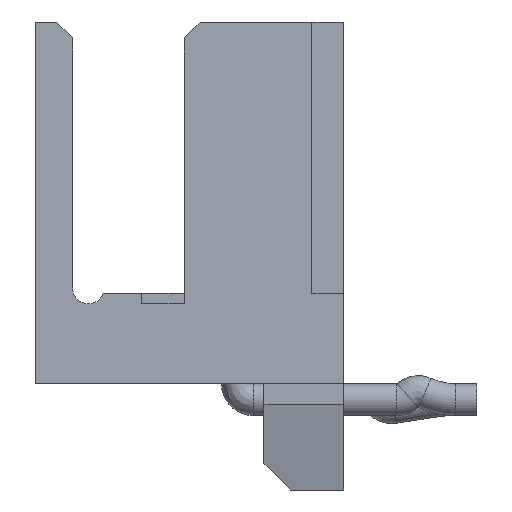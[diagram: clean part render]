
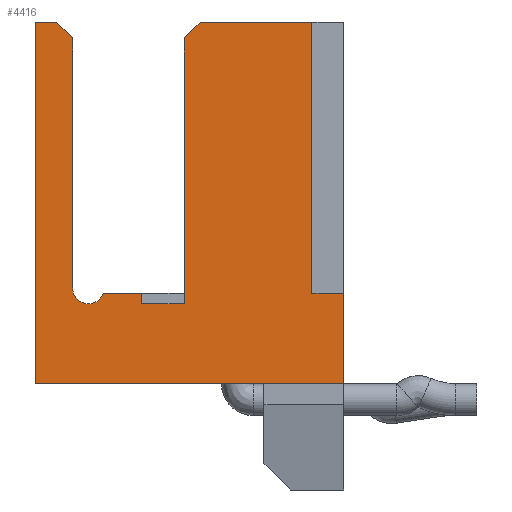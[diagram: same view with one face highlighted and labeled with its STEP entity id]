
A CAD part, left-side view. The second image highlights one B-rep face of the part: STEP entity #4416.
In plain terms, the highlighted planar face has unit normal (-1, 0, 0).
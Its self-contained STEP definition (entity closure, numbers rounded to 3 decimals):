
#773=DIRECTION('',(0.,0.707,-0.707));
#774=VECTOR('',#773,0.424);
#775=CARTESIAN_POINT('',(-6.9,0.7,0.));
#776=LINE('',#775,#774);
#777=DIRECTION('',(0.,-1.,0.));
#778=VECTOR('',#777,2.1);
#779=CARTESIAN_POINT('',(-6.9,0.7,0.));
#780=LINE('',#779,#778);
#781=DIRECTION('',(0.,0.,-1.));
#782=VECTOR('',#781,5.1);
#783=CARTESIAN_POINT('',(-6.9,-1.4,0.));
#784=LINE('',#783,#782);
#785=DIRECTION('',(0.,1.,0.));
#786=VECTOR('',#785,0.6);
#787=CARTESIAN_POINT('',(-6.9,-2.,-5.1));
#788=LINE('',#787,#786);
#789=DIRECTION('',(0.,0.,1.));
#790=VECTOR('',#789,1.7);
#791=CARTESIAN_POINT('',(-6.9,-2.,-6.8));
#792=LINE('',#791,#790);
#793=DIRECTION('',(0.,-1.,0.));
#794=VECTOR('',#793,5.8);
#795=CARTESIAN_POINT('',(-6.9,3.8,-6.8));
#796=LINE('',#795,#794);
#797=DIRECTION('',(0.,0.,-1.));
#798=VECTOR('',#797,6.8);
#799=CARTESIAN_POINT('',(-6.9,3.8,0.));
#800=LINE('',#799,#798);
#801=DIRECTION('',(0.,1.,0.));
#802=VECTOR('',#801,0.4);
#803=CARTESIAN_POINT('',(-6.9,3.4,0.));
#804=LINE('',#803,#802);
#805=DIRECTION('',(0.,0.707,0.707));
#806=VECTOR('',#805,0.424);
#807=CARTESIAN_POINT('',(-6.9,3.1,-0.3));
#808=LINE('',#807,#806);
#809=DIRECTION('',(0.,0.,1.));
#810=VECTOR('',#809,4.7);
#811=CARTESIAN_POINT('',(-6.9,3.1,-5.));
#812=LINE('',#811,#810);
#813=CARTESIAN_POINT('',(-6.9,2.8,-5.));
#814=DIRECTION('',(1.,0.,0.));
#815=DIRECTION('',(0.,-0.943,-0.333));
#816=AXIS2_PLACEMENT_3D('',#813,#814,#815);
#818=DIRECTION('',(0.,1.,0.));
#819=VECTOR('',#818,0.717);
#820=CARTESIAN_POINT('',(-6.9,1.8,-5.1));
#821=LINE('',#820,#819);
#822=DIRECTION('',(0.,0.,1.));
#823=VECTOR('',#822,0.2);
#824=CARTESIAN_POINT('',(-6.9,1.8,-5.3));
#825=LINE('',#824,#823);
#826=DIRECTION('',(0.,-1.,0.));
#827=VECTOR('',#826,0.8);
#828=CARTESIAN_POINT('',(-6.9,1.8,-5.3));
#829=LINE('',#828,#827);
#2492=DIRECTION('',(0.,0.,-1.));
#2493=VECTOR('',#2492,5.);
#2494=CARTESIAN_POINT('',(-6.9,1.,-0.3));
#2495=LINE('',#2494,#2493);
#2696=CARTESIAN_POINT('',(-6.9,3.8,0.));
#2697=CARTESIAN_POINT('',(-6.9,3.8,-6.8));
#2698=VERTEX_POINT('',#2696);
#2699=VERTEX_POINT('',#2697);
#2700=CARTESIAN_POINT('',(-6.9,-2.,-6.8));
#2701=VERTEX_POINT('',#2700);
#2702=CARTESIAN_POINT('',(-6.9,2.517,-5.1));
#2703=CARTESIAN_POINT('',(-6.9,3.1,-5.));
#2704=VERTEX_POINT('',#2702);
#2705=VERTEX_POINT('',#2703);
#2706=CARTESIAN_POINT('',(-6.9,3.1,-0.3));
#2707=VERTEX_POINT('',#2706);
#2708=CARTESIAN_POINT('',(-6.9,3.4,0.));
#2709=VERTEX_POINT('',#2708);
#2726=CARTESIAN_POINT('',(-6.9,-1.4,0.));
#2727=CARTESIAN_POINT('',(-6.9,-1.4,-5.1));
#2728=VERTEX_POINT('',#2726);
#2729=VERTEX_POINT('',#2727);
#2730=CARTESIAN_POINT('',(-6.9,-2.,-5.1));
#2731=VERTEX_POINT('',#2730);
#2814=CARTESIAN_POINT('',(-6.9,0.7,0.));
#2815=CARTESIAN_POINT('',(-6.9,1.,-0.3));
#2816=VERTEX_POINT('',#2814);
#2817=VERTEX_POINT('',#2815);
#3252=CARTESIAN_POINT('',(-6.9,1.8,-5.3));
#3253=CARTESIAN_POINT('',(-6.9,1.,-5.3));
#3254=VERTEX_POINT('',#3252);
#3255=VERTEX_POINT('',#3253);
#3256=CARTESIAN_POINT('',(-6.9,1.8,-5.1));
#3257=VERTEX_POINT('',#3256);
#4382=CARTESIAN_POINT('',(-6.9,0.,0.));
#4383=DIRECTION('',(-1.,0.,0.));
#4384=DIRECTION('',(0.,0.,1.));
#4385=AXIS2_PLACEMENT_3D('',#4382,#4383,#4384);
#4386=PLANE('',#4385);
#4387=ORIENTED_EDGE('',*,*,#4375,.F.);
#4388=ORIENTED_EDGE('',*,*,#3723,.T.);
#4390=ORIENTED_EDGE('',*,*,#4389,.T.);
#4392=ORIENTED_EDGE('',*,*,#4391,.F.);
#4394=ORIENTED_EDGE('',*,*,#4393,.F.);
#4396=ORIENTED_EDGE('',*,*,#4395,.F.);
#4398=ORIENTED_EDGE('',*,*,#4397,.F.);
#4400=ORIENTED_EDGE('',*,*,#4399,.F.);
#4402=ORIENTED_EDGE('',*,*,#4401,.F.);
#4404=ORIENTED_EDGE('',*,*,#4403,.F.);
#4406=ORIENTED_EDGE('',*,*,#4405,.F.);
#4407=ORIENTED_EDGE('',*,*,#4092,.F.);
#4409=ORIENTED_EDGE('',*,*,#4408,.F.);
#4411=ORIENTED_EDGE('',*,*,#4410,.T.);
#4413=ORIENTED_EDGE('',*,*,#4412,.F.);
#4414=EDGE_LOOP('',(#4387,#4388,#4390,#4392,#4394,#4396,#4398,#4400,#4402,#4404,
#4406,#4407,#4409,#4411,#4413));
#4415=FACE_OUTER_BOUND('',#4414,.F.);
#817=CIRCLE('',#816,0.3);
#3723=EDGE_CURVE('',#2816,#2728,#780,.T.);
#4092=EDGE_CURVE('',#3257,#2704,#821,.T.);
#4375=EDGE_CURVE('',#2816,#2817,#776,.T.);
#4389=EDGE_CURVE('',#2728,#2729,#784,.T.);
#4391=EDGE_CURVE('',#2731,#2729,#788,.T.);
#4393=EDGE_CURVE('',#2701,#2731,#792,.T.);
#4395=EDGE_CURVE('',#2699,#2701,#796,.T.);
#4397=EDGE_CURVE('',#2698,#2699,#800,.T.);
#4399=EDGE_CURVE('',#2709,#2698,#804,.T.);
#4401=EDGE_CURVE('',#2707,#2709,#808,.T.);
#4403=EDGE_CURVE('',#2705,#2707,#812,.T.);
#4405=EDGE_CURVE('',#2704,#2705,#817,.T.);
#4408=EDGE_CURVE('',#3254,#3257,#825,.T.);
#4410=EDGE_CURVE('',#3254,#3255,#829,.T.);
#4412=EDGE_CURVE('',#2817,#3255,#2495,.T.);
#4416=ADVANCED_FACE('',(#4415),#4386,.T.);
